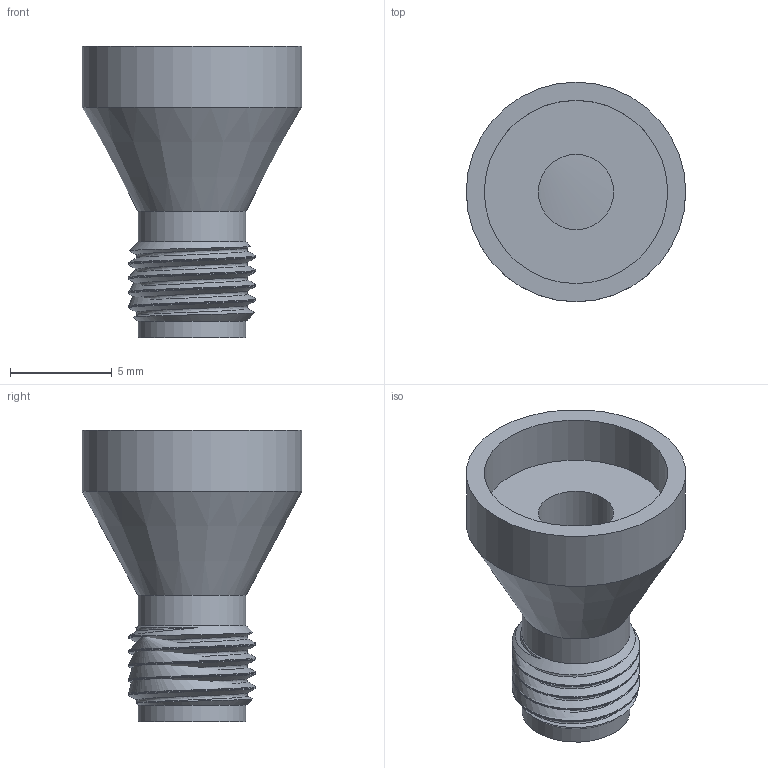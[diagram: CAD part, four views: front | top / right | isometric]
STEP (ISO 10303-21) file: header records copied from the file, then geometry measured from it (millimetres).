
FILE_DESCRIPTION(/* description */ ('STEP AP214'),/* implementation_level */ '2;1');
FILE_NAME(/* name */ 'User Library-Amphenol 905-117-5000 Flange-Mount SMA 905 Fiber Connector Receptacle v8.step',/* time_stamp */ '2025-06-26T23:16:31+02:00',/* author */ (''),/* organization */ (''),/* preprocessor_version */ 'ST-DEVELOPER v20.1',/* originating_system */ 'Autodesk Translation Framework v14.4.0.0',/* authorisation */ '');
FILE_SCHEMA (('AUTOMOTIVE_DESIGN { 1 0 10303 214 3 1 1 }'));
Length unit declared in the file: millimetre
Products named in the file (1): 52CFCE36-6E1A-4CE4-AD41-0379000381C0
Bounding box: 10.78 x 10.78 x 14.3 mm (x, y, z)
Volume: 402.7 mm3; surface area: 704.4 mm2
Topology: 1 solids, 1 shells, 19 faces, 48 edges, 33 vertices
Faces by surface type: cylinder 6, bspline 5, plane 4, cone 4
Full cylindrical faces by diameter (mm): 3.7 x1, 4.7 x1, 5.3 x2, 9 x1, 10.778 x1
Entity records: 2934 total; most frequent: CARTESIAN_POINT 2470, ORIENTED_EDGE 96, DIRECTION 71, EDGE_CURVE 48, VERTEX_POINT 33, AXIS2_PLACEMENT_3D 30, EDGE_LOOP 23, B_SPLINE_CURVE_WITH_KNOTS 22
